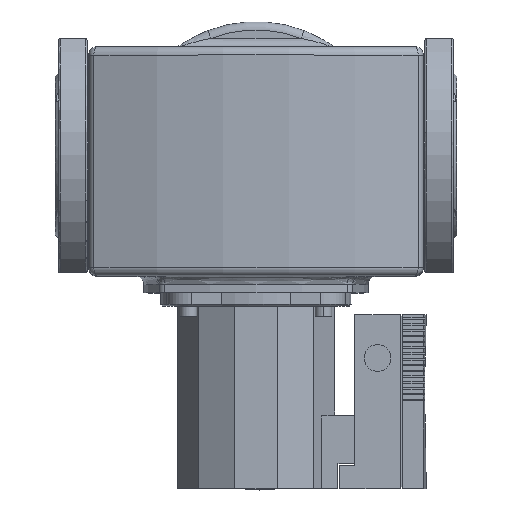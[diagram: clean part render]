
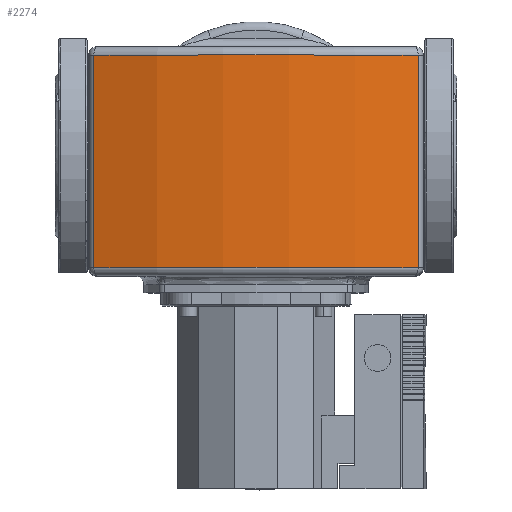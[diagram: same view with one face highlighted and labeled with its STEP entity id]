
A CAD part, top view. The second image highlights one B-rep face of the part: STEP entity #2274.
In plain terms, the highlighted cylindrical face has radius 260 mm (diameter 520 mm), a partial arc.
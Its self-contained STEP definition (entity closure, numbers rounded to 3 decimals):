
#1117=CARTESIAN_POINT('',(216.863,60.0,93.283));
#1118=VERTEX_POINT('',#1117);
#1152=CARTESIAN_POINT('',(23.137,60.0,93.283));
#1153=VERTEX_POINT('',#1152);
#1177=CARTESIAN_POINT('',(120.,60.0,-148.));
#1178=DIRECTION('',(0.0,1.0,0.0));
#1179=DIRECTION('',(0.0,0.0,1.0));
#1180=AXIS2_PLACEMENT_3D('',#1177,#1178,#1179);
#1181=CIRCLE('',#1180,260.);
#1182=EDGE_CURVE('',#1153,#1118,#1181,.T.);
#2085=CARTESIAN_POINT('',(216.863,-67.,93.283));
#2086=VERTEX_POINT('',#2085);
#2139=CARTESIAN_POINT('',(23.137,-67.,93.283));
#2140=VERTEX_POINT('',#2139);
#2172=CARTESIAN_POINT('',(23.137,-67.,93.283));
#2173=DIRECTION('',(0.0,1.0,0.0));
#2174=VECTOR('',#2173,127.);
#2175=LINE('',#2172,#2174);
#2176=EDGE_CURVE('',#2140,#1153,#2175,.T.);
#2200=CARTESIAN_POINT('',(120.,-67.,-148.));
#2201=DIRECTION('',(0.0,-1.0,0.0));
#2202=DIRECTION('',(0.0,0.0,1.0));
#2203=AXIS2_PLACEMENT_3D('',#2200,#2201,#2202);
#2204=CIRCLE('',#2203,260.);
#2205=EDGE_CURVE('',#2086,#2140,#2204,.T.);
#2229=CARTESIAN_POINT('',(216.863,60.0,93.283));
#2230=DIRECTION('',(0.0,-1.0,0.0));
#2231=VECTOR('',#2230,127.);
#2232=LINE('',#2229,#2231);
#2233=EDGE_CURVE('',#1118,#2086,#2232,.T.);
#2263=CARTESIAN_POINT('',(120.,30.0,-148.));
#2264=DIRECTION('',(0.0,1.0,0.0));
#2265=DIRECTION('',(-0.385,0.0,0.923));
#2266=AXIS2_PLACEMENT_3D('',#2263,#2264,#2265);
#2267=CYLINDRICAL_SURFACE('',#2266,260.);
#2268=ORIENTED_EDGE('',*,*,#2176,.F.);
#2269=ORIENTED_EDGE('',*,*,#2205,.F.);
#2270=ORIENTED_EDGE('',*,*,#2233,.F.);
#2271=ORIENTED_EDGE('',*,*,#1182,.F.);
#2272=EDGE_LOOP('',(#2268,#2269,#2270,#2271));
#2273=FACE_OUTER_BOUND('',#2272,.T.);
#2274=ADVANCED_FACE('',(#2273),#2267,.T.);
